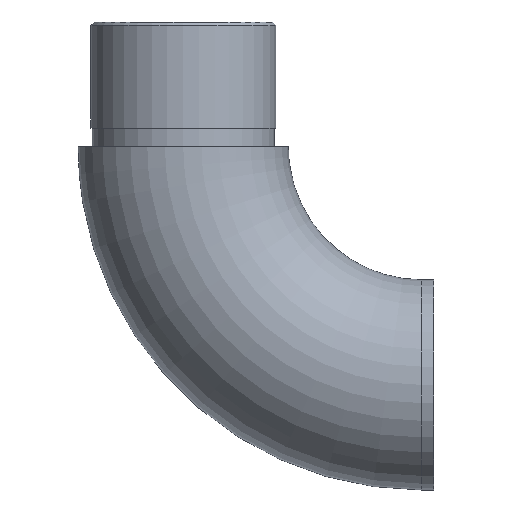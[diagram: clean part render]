
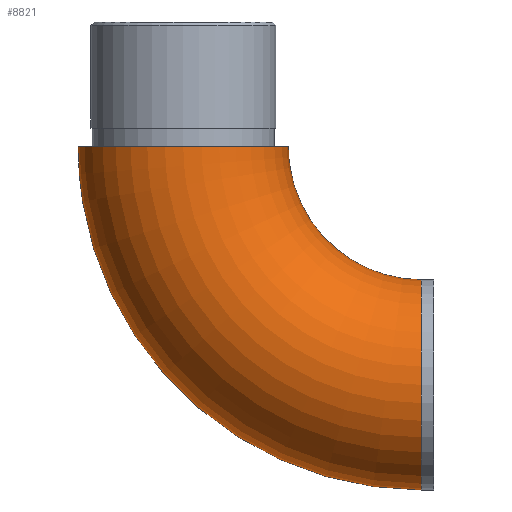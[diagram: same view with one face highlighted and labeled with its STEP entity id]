
A CAD part, left-side view. The second image highlights one B-rep face of the part: STEP entity #8821.
In plain terms, the highlighted toroidal (fillet/blend) face has major radius 38.15 mm and minor radius 16.85 mm.
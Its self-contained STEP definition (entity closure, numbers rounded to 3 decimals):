
#8 = DIRECTION ( 'NONE',  ( 0., 0., 1. ) ) ;
#53 = DIRECTION ( 'NONE',  ( 0., -1., 0. ) ) ;
#1305 = AXIS2_PLACEMENT_3D ( 'NONE', #1828, #8, #53 ) ;
#1609 = VERTEX_POINT ( 'NONE', #10658 ) ;
#1828 = CARTESIAN_POINT ( 'NONE',  ( 0., 40.15, 38.15 ) ) ;
#3467 = VERTEX_POINT ( 'NONE', #10778 ) ;
#4099 = CIRCLE ( 'NONE', #1305, 16.85 ) ;
#4126 = CIRCLE ( 'NONE', #10754, 16.85 ) ;
#4130 = EDGE_LOOP ( 'NONE', ( #6135 ) ) ;
#4306 = EDGE_CURVE ( 'NONE', #3467, #3467, #4126, .T. ) ;
#4771 = AXIS2_PLACEMENT_3D ( 'NONE', #8336, #8205, #9107 ) ;
#4786 = FACE_OUTER_BOUND ( 'NONE', #4130, .T. ) ;
#4858 = DIRECTION ( 'NONE',  ( 0., 0., 1. ) ) ;
#6135 = ORIENTED_EDGE ( 'NONE', *, *, #4306, .T. ) ;
#6642 = EDGE_CURVE ( 'NONE', #1609, #1609, #4099, .T. ) ;
#7092 = TOROIDAL_SURFACE ( 'NONE', #4771, 38.15, 16.85 ) ;
#7668 = CARTESIAN_POINT ( 'NONE',  ( 0., 2., 0. ) ) ;
#8205 = DIRECTION ( 'NONE',  ( 1., 0., 0. ) ) ;
#8336 = CARTESIAN_POINT ( 'NONE',  ( 0., 2., 38.15 ) ) ;
#8821 = ADVANCED_FACE ( 'NONE', ( #4786, #11628 ), #7092, .T. ) ;
#9107 = DIRECTION ( 'NONE',  ( 0., 0., -1. ) ) ;
#9184 = ORIENTED_EDGE ( 'NONE', *, *, #6642, .F. ) ;
#10323 = DIRECTION ( 'NONE',  ( 0., 1., 0. ) ) ;
#10658 = CARTESIAN_POINT ( 'NONE',  ( 0., 23.3, 38.15 ) ) ;
#10746 = EDGE_LOOP ( 'NONE', ( #9184 ) ) ;
#10754 = AXIS2_PLACEMENT_3D ( 'NONE', #7668, #10323, #4858 ) ;
#10778 = CARTESIAN_POINT ( 'NONE',  ( 0., 2., 16.85 ) ) ;
#11628 = FACE_OUTER_BOUND ( 'NONE', #10746, .T. ) ;
